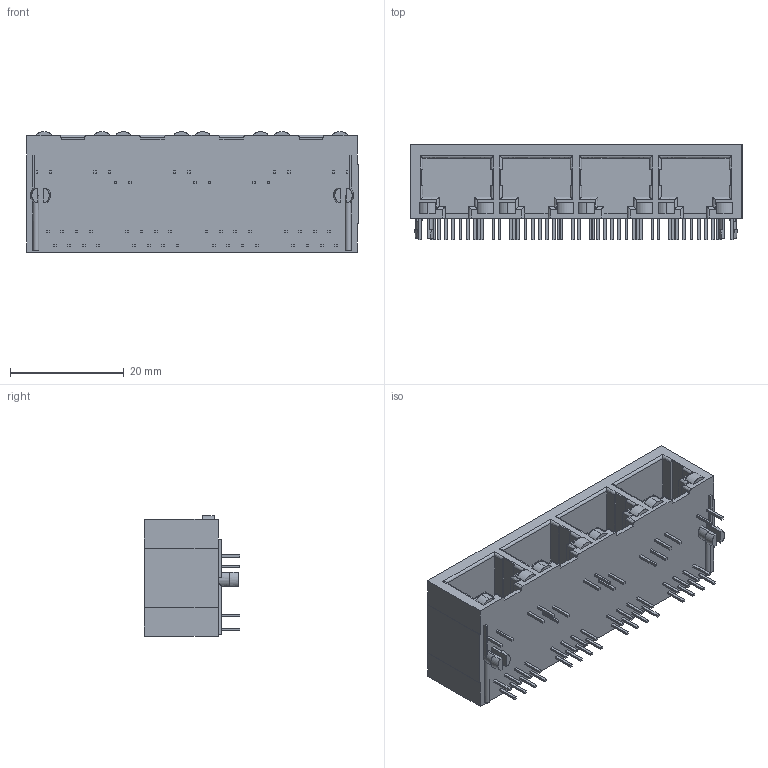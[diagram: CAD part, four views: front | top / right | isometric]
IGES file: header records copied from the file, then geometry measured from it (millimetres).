
Start section: SolidWorks IGES file using analytic representation for surfaces
Global section: file name: GSLGX-N-4-88-G-Y_rA3.IGS; native system: SolidWorks 2014; preprocessor: SolidWorks 2014; author: Daniel; date: 150202.121729; units: millimetre
Bounding box: 58.42 x 16.75 x 21.22 mm (x, y, z)
Surface area: 6858.1 mm2 (no closed solid volume)
Topology: 0 solids, 0 shells, 476 faces, 3048 edges, 3048 vertices
Faces by surface type: bspline 406, revolution 70
